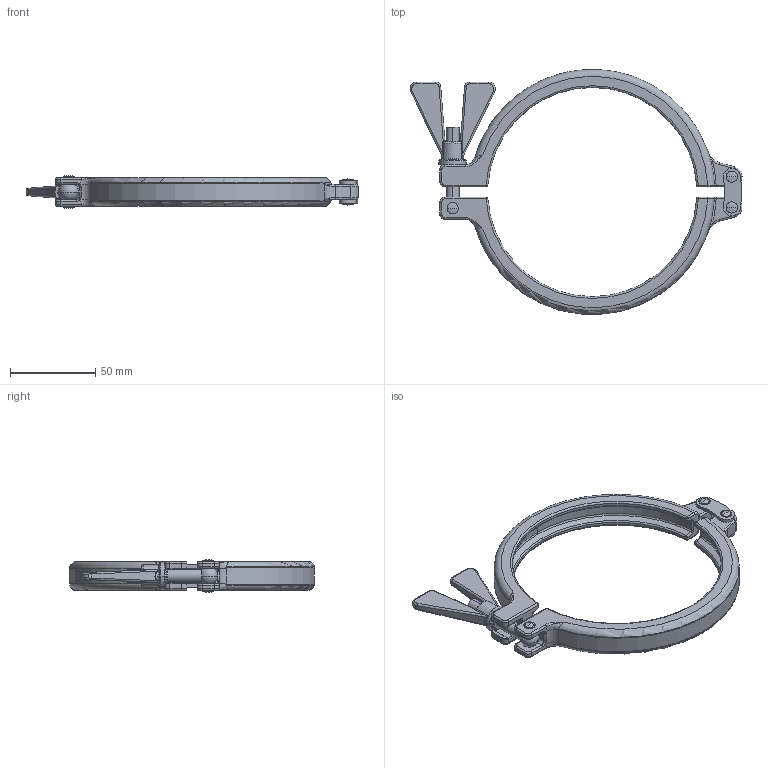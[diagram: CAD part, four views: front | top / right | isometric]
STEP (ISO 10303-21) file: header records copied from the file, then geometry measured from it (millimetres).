
FILE_DESCRIPTION (( 'STEP AP214' ), '1' );
FILE_NAME ('CL.SH.0450 BLOCK.STEP', '2020-05-19T13:16:14', ( '' ), ( '' ), 'SwSTEP 2.0', 'SolidWorks 2020', '' );
FILE_SCHEMA (( 'AUTOMOTIVE_DESIGN' ));
Length unit declared in the file: millimetre
Products named in the file (1): CL.SH.0450 BLOCK
Bounding box: 194.64 x 143.5 x 19.3 mm (x, y, z)
Volume: 72531.7 mm3; surface area: 33784.3 mm2
Topology: 4 solids, 4 shells, 448 faces, 1030 edges, 581 vertices
Faces by surface type: cylinder 168, torus 85, bspline 84, plane 59, sphere 38, cone 14
Entity records: 15514 total; most frequent: CARTESIAN_POINT 5827, DIRECTION 2111, ORIENTED_EDGE 2010, EDGE_CURVE 1005, AXIS2_PLACEMENT_3D 920, VERTEX_POINT 580, CIRCLE 555, EDGE_LOOP 471
